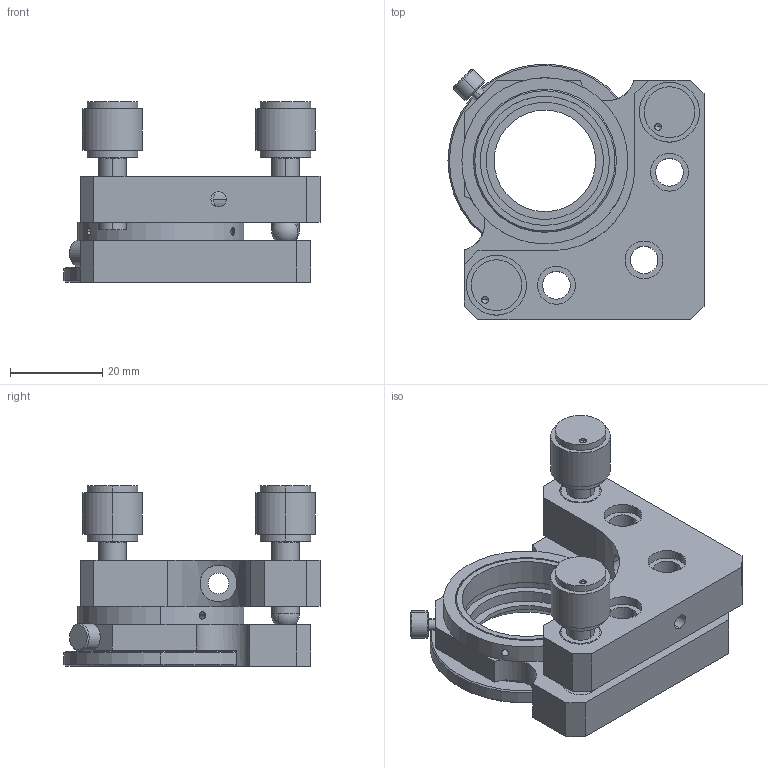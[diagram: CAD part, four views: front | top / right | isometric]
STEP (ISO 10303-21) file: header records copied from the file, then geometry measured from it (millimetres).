
FILE_DESCRIPTION (( 'STEP AP203' ), '1' );
FILE_NAME ('GCM-0912M 俋倛芞.STEP', '2019-03-07T01:21:13', ( 'china' ), ( 'china' ), 'SwSTEP 2.0', 'SolidWorks 2015', '' );
FILE_SCHEMA (( 'CONFIG_CONTROL_DESIGN' ));
Length unit declared in the file: millimetre
Products named in the file (1): GCM-0912M 俋倛芞
Bounding box: 55.5 x 55.5 x 39.1 mm (x, y, z)
Surface area: 18739.5 mm2 (no closed solid volume)
Topology: 0 solids, 15 shells, 189 faces, 469 edges, 313 vertices
Faces by surface type: cylinder 96, plane 61, cone 30, sphere 2
Entity records: 5963 total; most frequent: CARTESIAN_POINT 1202, DIRECTION 1070, ORIENTED_EDGE 852, EDGE_CURVE 460, AXIS2_PLACEMENT_3D 434, VERTEX_POINT 310, EDGE_LOOP 250, CIRCLE 244
